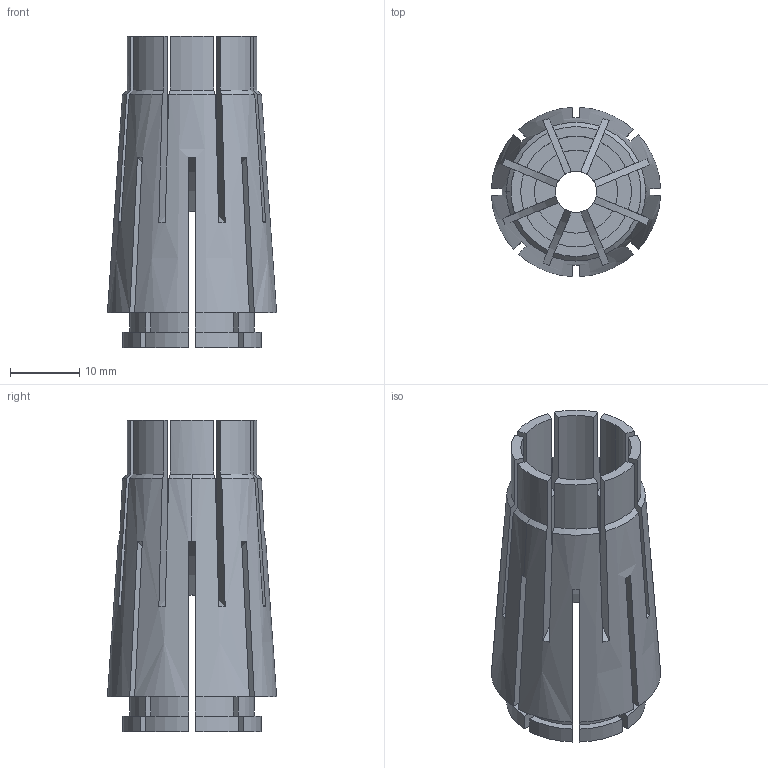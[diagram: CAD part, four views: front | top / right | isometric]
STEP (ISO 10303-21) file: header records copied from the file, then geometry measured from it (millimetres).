
FILE_DESCRIPTION (( 'STEP AP203' ), '1' );
FILE_NAME ('STP-253.790.16.06.STEP', '2017-04-07T00:54:27', ( 'user' ), ( '' ), 'SwSTEP 2.0', 'SolidWorks 2015', '' );
FILE_SCHEMA (( 'CONFIG_CONTROL_DESIGN' ));
Length unit declared in the file: millimetre
Products named in the file (1): STP-253.790.16.06
Bounding box: 24.48 x 24.48 x 45.1 mm (x, y, z)
Volume: 9845.2 mm3; surface area: 9215 mm2
Topology: 1 solids, 1 shells, 152 faces, 455 edges, 303 vertices
Faces by surface type: plane 80, cylinder 61, cone 11
Entity records: 5390 total; most frequent: CARTESIAN_POINT 1222, ORIENTED_EDGE 910, DIRECTION 832, EDGE_CURVE 455, AXIS2_PLACEMENT_3D 308, VERTEX_POINT 303, LINE 216, VECTOR 216
